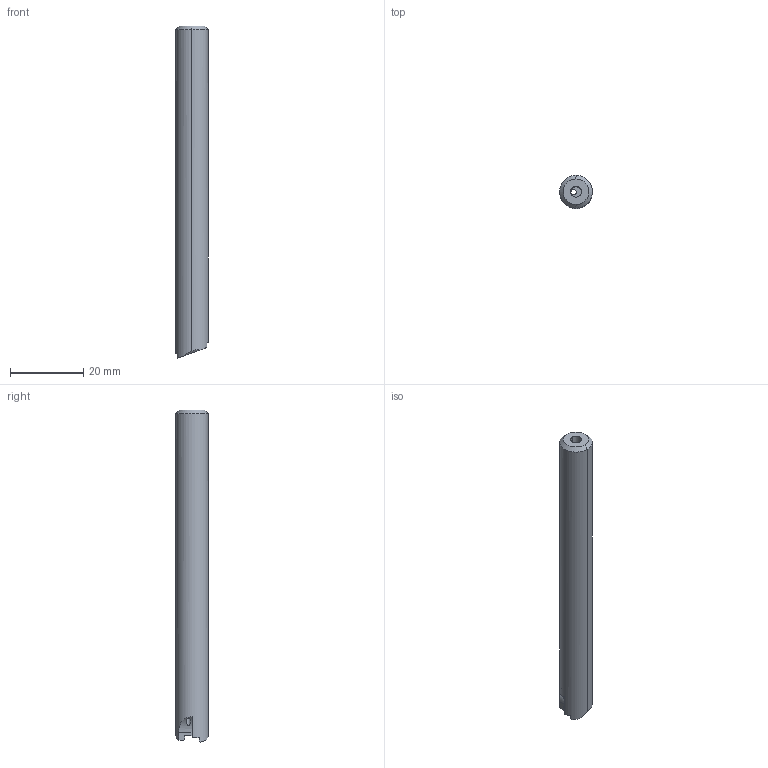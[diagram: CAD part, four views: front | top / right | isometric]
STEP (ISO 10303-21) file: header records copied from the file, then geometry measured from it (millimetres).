
FILE_DESCRIPTION(('no description'),'unknown implementation level');
FILE_NAME('063B82A3-5F8B-4CD4-BF50-9C09D8663680_export.stp',' ',('CIMSOURCE GmbH'),('CADClick - KiM GmbH - www.kimweb.de'),'unknown preprocess','ACIS','unknown authorization');
FILE_SCHEMA(('automotive_design'));
Length unit declared in the file: millimetre
Products named in the file (1): Fase2
Bounding box: 9 x 9 x 90.78 mm (x, y, z)
Volume: 4981.3 mm3; surface area: 3492.4 mm2
Topology: 1 solids, 1 shells, 59 faces, 161 edges, 101 vertices
Faces by surface type: cylinder 30, plane 17, cone 12
Entity records: 3853 total; most frequent: CARTESIAN_POINT 660, STYLED_ITEM 318, PRESENTATION_STYLE_ASSIGNMENT 318, COLOUR_RGB 318, ORIENTED_EDGE 314, DIRECTION 273, EDGE_CURVE 157, CURVE_STYLE 157
